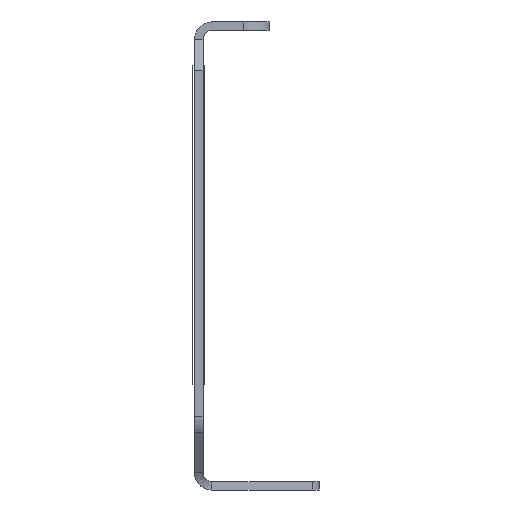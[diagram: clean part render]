
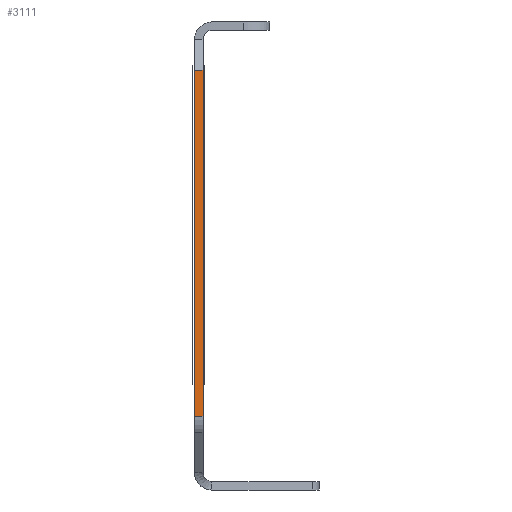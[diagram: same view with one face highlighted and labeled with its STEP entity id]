
A CAD part, left-side view. The second image highlights one B-rep face of the part: STEP entity #3111.
In plain terms, the highlighted planar face has unit normal (-1, 0, 0).
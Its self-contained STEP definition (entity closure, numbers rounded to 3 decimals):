
#281=FACE_OUTER_BOUND('',#446,.T.);
#446=EDGE_LOOP('',(#2246,#2247,#2248,#2249));
#643=LINE('',#4629,#993);
#644=LINE('',#4631,#994);
#645=LINE('',#4633,#995);
#646=LINE('',#4634,#996);
#993=VECTOR('',#3713,1.);
#994=VECTOR('',#3714,1.);
#995=VECTOR('',#3715,1.);
#996=VECTOR('',#3716,1.);
#1362=VERTEX_POINT('',#4627);
#1363=VERTEX_POINT('',#4628);
#1364=VERTEX_POINT('',#4630);
#1365=VERTEX_POINT('',#4632);
#1745=EDGE_CURVE('',#1362,#1363,#643,.F.);
#1746=EDGE_CURVE('',#1364,#1363,#644,.T.);
#1747=EDGE_CURVE('',#1365,#1364,#645,.F.);
#1748=EDGE_CURVE('',#1365,#1362,#646,.T.);
#2246=ORIENTED_EDGE('',*,*,#1745,.T.);
#2247=ORIENTED_EDGE('',*,*,#1746,.F.);
#2248=ORIENTED_EDGE('',*,*,#1747,.F.);
#2249=ORIENTED_EDGE('',*,*,#1748,.T.);
#3010=PLANE('',#3374);
#3111=ADVANCED_FACE('',(#281),#3010,.F.);
#3374=AXIS2_PLACEMENT_3D('',#4626,#3711,#3712);
#3711=DIRECTION('center_axis',(1.,0.,0.));
#3712=DIRECTION('ref_axis',(0.,0.,1.));
#3713=DIRECTION('',(0.,0.,-1.));
#3714=DIRECTION('',(0.,-1.,0.));
#3715=DIRECTION('',(0.,0.,-1.));
#3716=DIRECTION('',(0.,-1.,0.));
#4626=CARTESIAN_POINT('Origin',(16.684,28.395,-25.876));
#4627=CARTESIAN_POINT('',(16.684,27.445,-11.002));
#4628=CARTESIAN_POINT('',(16.684,27.445,28.095));
#4629=CARTESIAN_POINT('',(16.684,27.445,0.));
#4630=CARTESIAN_POINT('',(16.684,28.395,28.095));
#4631=CARTESIAN_POINT('',(16.684,27.92,28.095));
#4632=CARTESIAN_POINT('',(16.684,28.395,-11.002));
#4633=CARTESIAN_POINT('',(16.684,28.395,0.));
#4634=CARTESIAN_POINT('',(16.684,27.92,-11.002));
